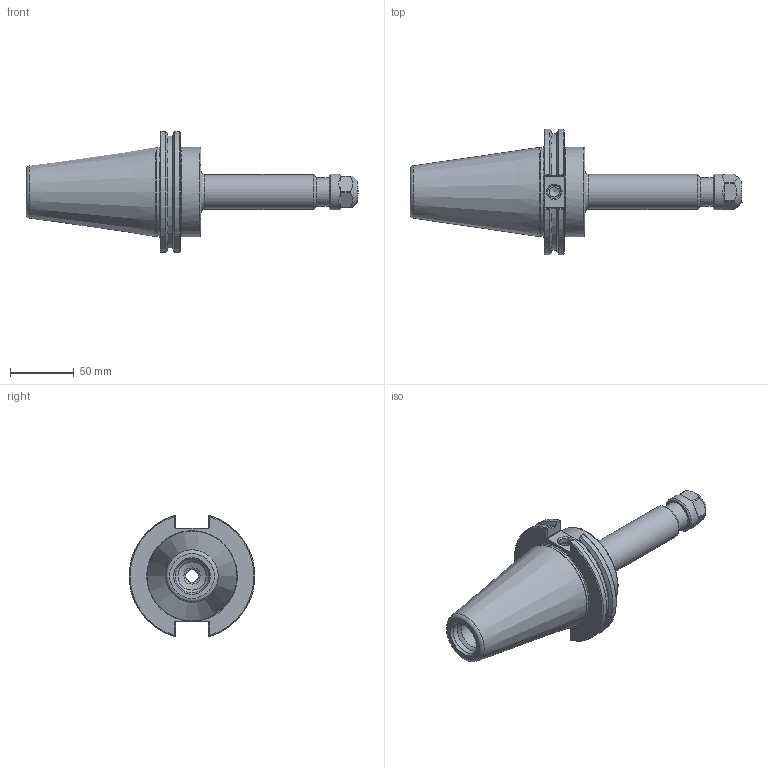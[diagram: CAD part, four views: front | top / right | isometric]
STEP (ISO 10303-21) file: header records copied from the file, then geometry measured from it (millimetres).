
FILE_DESCRIPTION((''),'2;1');
FILE_NAME('C50-16ER622CN.stp','2014-07-29T14:51:38',('kaykin'),(''),'Autodesk Inventor 2012','Autodesk Inventor 2012','');
FILE_SCHEMA(('AUTOMOTIVE_DESIGN { 1 0 10303 214 1 1 1 1 }'));
Length unit declared in the file: inch
Products named in the file (3): C50-16ER622CN; C50-16ER6-1; 16ERHCN
Assembly tree (2 placements, depth 2):
  C50-16ER622CN
    C50-16ER6-1
    16ERHCN
Bounding box: 259.59 x 98.06 x 94.71 mm (x, y, z)
Volume: 428827.1 mm3; surface area: 64971.3 mm2
Topology: 2 solids, 2 shells, 130 faces, 334 edges, 213 vertices
Faces by surface type: plane 50, cylinder 35, cone 25, torus 12, bspline 8
Full cylindrical faces by diameter (mm): 8 x1, 9.728 x1, 10.135 x1, 11.176 x1, 11.5 x1, 12.7 x1, 16.8 x1, 20.5 x1, 21.971 x1, 22 x1, 23 x1, 26.365 x1, 27.432 x1, 28 x1, 69.342 x1, 69.85 x1
Entity records: 4740 total; most frequent: CARTESIAN_POINT 1727, DIRECTION 566, ORIENTED_EDGE 566, EDGE_CURVE 283, AXIS2_PLACEMENT_3D 232, VERTEX_POINT 201, EDGE_LOOP 178, FACE_OUTER_BOUND 130
